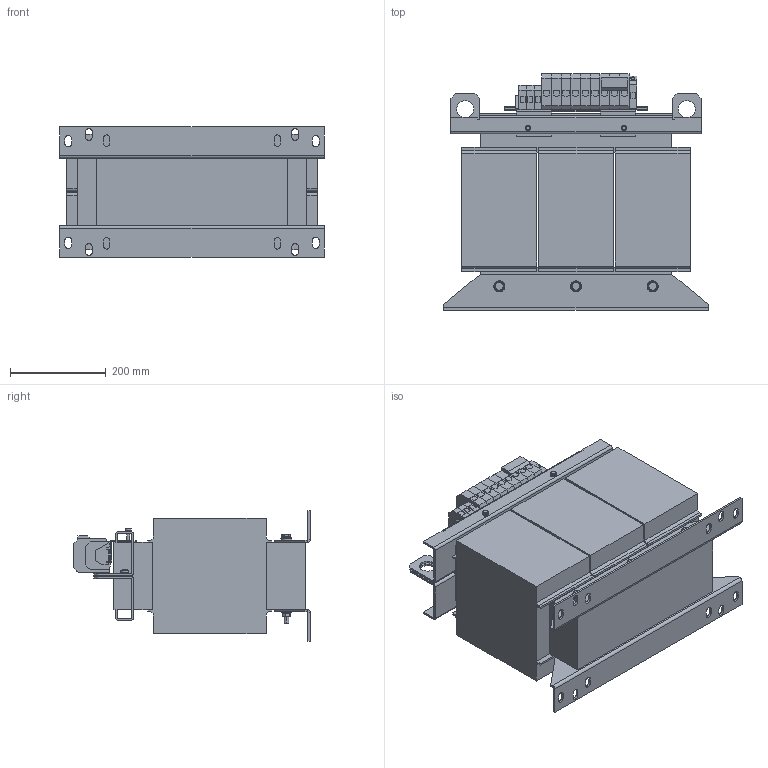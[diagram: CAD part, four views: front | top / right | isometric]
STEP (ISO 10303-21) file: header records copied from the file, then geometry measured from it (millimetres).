
FILE_DESCRIPTION (( 'STEP AP214' ), '1' );
FILE_NAME ('209578.STEP', '2020-05-28T18:09:15', ( '' ), ( '' ), 'SwSTEP 2.0', 'SolidWorks 2018', '' );
FILE_SCHEMA (( 'AUTOMOTIVE_DESIGN' ));
Length unit declared in the file: millimetre
Products named in the file (1): 209578
Bounding box: 552 x 493.7 x 272 mm (x, y, z)
Volume: 38153429.1 mm3; surface area: 1567692 mm2
Topology: 1 solids, 1 shells, 1136 faces, 2805 edges, 1756 vertices
Faces by surface type: plane 823, cylinder 201, cone 56, torus 30, bspline 18, sphere 8
Entity records: 34135 total; most frequent: CARTESIAN_POINT 7083, ORIENTED_EDGE 5610, DIRECTION 5441, EDGE_CURVE 2805, VECTOR 2095, LINE 2095, VERTEX_POINT 1756, AXIS2_PLACEMENT_3D 1673
